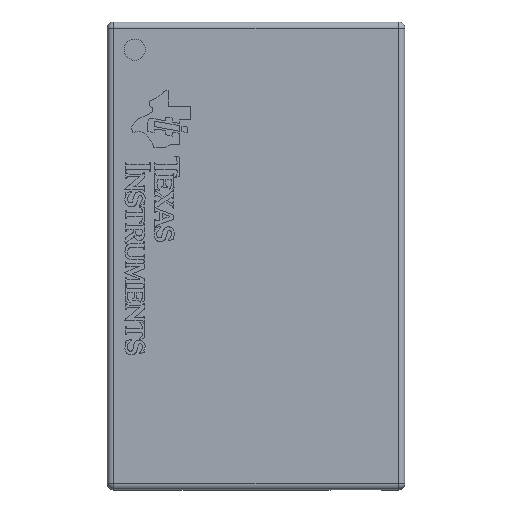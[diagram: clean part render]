
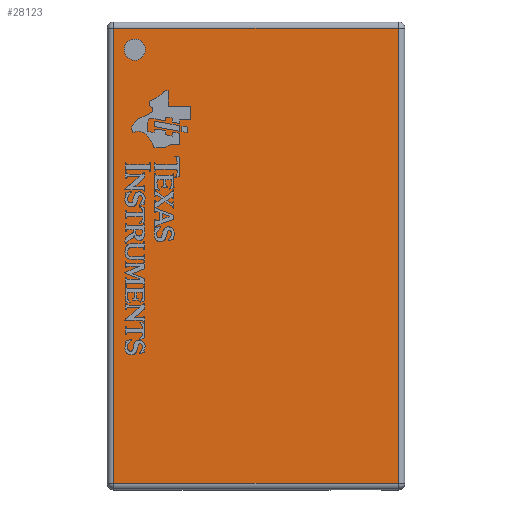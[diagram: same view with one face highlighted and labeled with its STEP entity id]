
A CAD part, top view. The second image highlights one B-rep face of the part: STEP entity #28123.
In plain terms, the highlighted planar face has unit normal (0, 0, 1).
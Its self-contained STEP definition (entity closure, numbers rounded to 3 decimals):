
#530 = CARTESIAN_POINT ( 'NONE',  ( -1.425, 2.425, 0.975 ) ) ;
#1190 = AXIS2_PLACEMENT_3D ( 'NONE', #530, #22120, #21590 ) ;
#2984 = VERTEX_POINT ( 'NONE', #14820 ) ;
#4815 = EDGE_CURVE ( 'NONE', #2984, #20004, #20146, .T. ) ;
#5904 = EDGE_CURVE ( 'NONE', #25547, #2984, #20942, .T. ) ;
#5961 = LINE ( 'NONE', #6506, #33432 ) ;
#6030 = CARTESIAN_POINT ( 'NONE',  ( -1.675, 2.675, 0.975 ) ) ;
#6091 = CARTESIAN_POINT ( 'NONE',  ( 0., 0., 0.975 ) ) ;
#6506 = CARTESIAN_POINT ( 'NONE',  ( 0., 2.675, 0.975 ) ) ;
#6940 = EDGE_CURVE ( 'NONE', #11478, #12500, #25256, .T. ) ;
#7323 = CARTESIAN_POINT ( 'NONE',  ( 1.675, 0., 0.975 ) ) ;
#7884 = DIRECTION ( 'NONE',  ( 0., -1., 0. ) ) ;
#7966 = VECTOR ( 'NONE', #7884, 1000. ) ;
#9401 = EDGE_LOOP ( 'NONE', ( #29355, #20582 ) ) ;
#11282 = DIRECTION ( 'NONE',  ( 0., 0., 1. ) ) ;
#11478 = VERTEX_POINT ( 'NONE', #22360 ) ;
#11635 = DIRECTION ( 'NONE',  ( 1., 0., 0. ) ) ;
#11891 = FACE_BOUND ( 'NONE', #9401, .T. ) ;
#11905 = VECTOR ( 'NONE', #17561, 1000. ) ;
#11913 = AXIS2_PLACEMENT_3D ( 'NONE', #14406, #11282, #11635 ) ;
#12500 = VERTEX_POINT ( 'NONE', #33920 ) ;
#14328 = FACE_OUTER_BOUND ( 'NONE', #16803, .T. ) ;
#14406 = CARTESIAN_POINT ( 'NONE',  ( -1.425, 2.425, 0.975 ) ) ;
#14408 = EDGE_CURVE ( 'NONE', #27004, #25547, #5961, .T. ) ;
#14820 = CARTESIAN_POINT ( 'NONE',  ( -1.675, -2.675, 0.975 ) ) ;
#15380 = LINE ( 'NONE', #7323, #23908 ) ;
#16755 = DIRECTION ( 'NONE',  ( -1., 0., 0. ) ) ;
#16803 = EDGE_LOOP ( 'NONE', ( #18507, #19848, #28053, #28122 ) ) ;
#16841 = AXIS2_PLACEMENT_3D ( 'NONE', #6091, #33167, #16755 ) ;
#17561 = DIRECTION ( 'NONE',  ( 1., 0., 0. ) ) ;
#17873 = CIRCLE ( 'NONE', #1190, 0.125 ) ;
#18507 = ORIENTED_EDGE ( 'NONE', *, *, #5904, .T. ) ;
#19848 = ORIENTED_EDGE ( 'NONE', *, *, #4815, .T. ) ;
#19889 = CARTESIAN_POINT ( 'NONE',  ( 1.675, -2.675, 0.975 ) ) ;
#20004 = VERTEX_POINT ( 'NONE', #19889 ) ;
#20146 = LINE ( 'NONE', #30810, #11905 ) ;
#20582 = ORIENTED_EDGE ( 'NONE', *, *, #6940, .F. ) ;
#20942 = LINE ( 'NONE', #31788, #7966 ) ;
#21590 = DIRECTION ( 'NONE',  ( 1., 0., 0. ) ) ;
#21807 = EDGE_CURVE ( 'NONE', #20004, #27004, #15380, .T. ) ;
#22120 = DIRECTION ( 'NONE',  ( 0., 0., 1. ) ) ;
#22360 = CARTESIAN_POINT ( 'NONE',  ( -1.55, 2.425, 0.975 ) ) ;
#22856 = EDGE_CURVE ( 'NONE', #12500, #11478, #17873, .T. ) ;
#23908 = VECTOR ( 'NONE', #26156, 1000. ) ;
#24639 = DIRECTION ( 'NONE',  ( -1., 0., 0. ) ) ;
#25256 = CIRCLE ( 'NONE', #11913, 0.125 ) ;
#25547 = VERTEX_POINT ( 'NONE', #6030 ) ;
#26156 = DIRECTION ( 'NONE',  ( 0., 1., 0. ) ) ;
#27004 = VERTEX_POINT ( 'NONE', #32936 ) ;
#28053 = ORIENTED_EDGE ( 'NONE', *, *, #21807, .T. ) ;
#28122 = ORIENTED_EDGE ( 'NONE', *, *, #14408, .T. ) ;
#28123 = ADVANCED_FACE ( 'NONE', ( #11891, #14328 ), #30007, .F. ) ;
#29355 = ORIENTED_EDGE ( 'NONE', *, *, #22856, .F. ) ;
#30007 = PLANE ( 'NONE',  #16841 ) ;
#30810 = CARTESIAN_POINT ( 'NONE',  ( 0., -2.675, 0.975 ) ) ;
#31788 = CARTESIAN_POINT ( 'NONE',  ( -1.675, 0., 0.975 ) ) ;
#32936 = CARTESIAN_POINT ( 'NONE',  ( 1.675, 2.675, 0.975 ) ) ;
#33167 = DIRECTION ( 'NONE',  ( 0., 0., -1. ) ) ;
#33432 = VECTOR ( 'NONE', #24639, 1000. ) ;
#33920 = CARTESIAN_POINT ( 'NONE',  ( -1.3, 2.425, 0.975 ) ) ;
